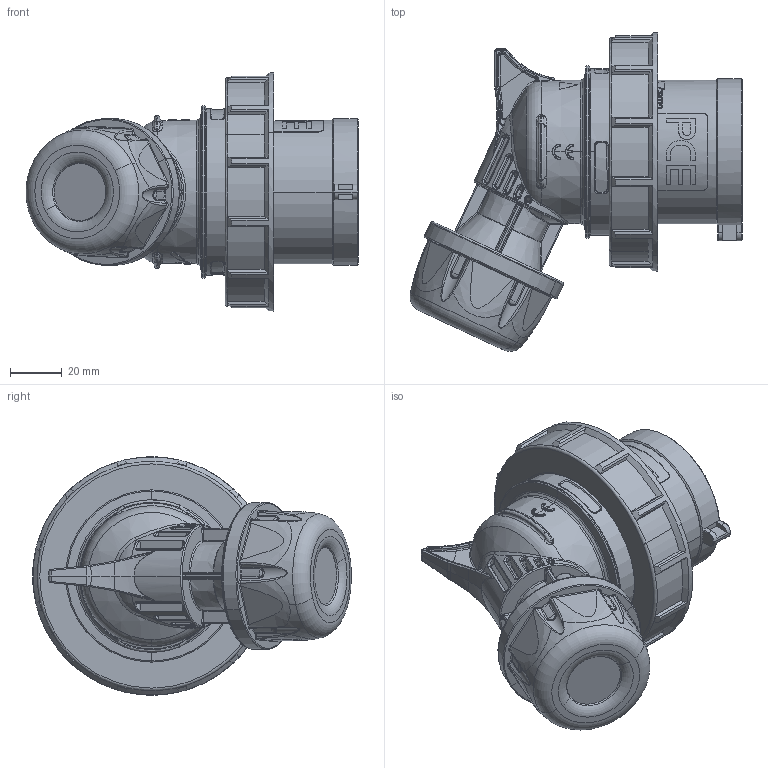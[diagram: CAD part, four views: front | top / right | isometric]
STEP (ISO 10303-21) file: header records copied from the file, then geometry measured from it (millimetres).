
FILE_DESCRIPTION (( 'STEP AP203' ), '1' );
FILE_NAME ('80232-6.STEP', '2023-02-28T10:33:53', ( '' ), ( '' ), 'SwSTEP 2.0', 'SolidWorks 2022', '' );
FILE_SCHEMA (( 'CONFIG_CONTROL_DESIGN' ));
Length unit declared in the file: millimetre
Products named in the file (1): 80232-6
Bounding box: 128.76 x 123.61 x 92.5 mm (x, y, z)
Volume: 260332 mm3; surface area: 62360.7 mm2
Topology: 1 solids, 1 shells, 1560 faces, 3877 edges, 2377 vertices
Faces by surface type: bspline 612, plane 436, cylinder 212, torus 128, cone 112, sphere 60
Entity records: 71861 total; most frequent: CARTESIAN_POINT 39496, ORIENTED_EDGE 7726, DIRECTION 5353, EDGE_CURVE 3863, VERTEX_POINT 2377, AXIS2_PLACEMENT_3D 2119, EDGE_LOOP 1632, FACE_OUTER_BOUND 1560
